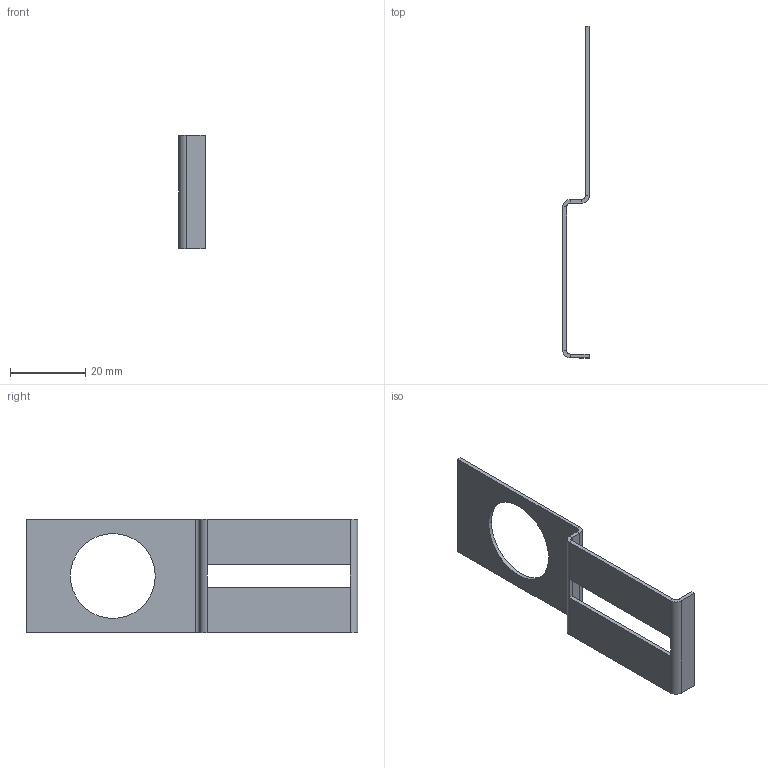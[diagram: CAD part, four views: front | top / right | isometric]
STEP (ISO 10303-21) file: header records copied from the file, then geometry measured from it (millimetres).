
FILE_DESCRIPTION (( 'STEP AP203' ), '1' );
FILE_NAME ('R5DPC22.step', '2011-04-07T11:42:30', ( 'User' ), ( 'DKC' ), 'SwSTEP 2.0', 'SolidWorks 2011', '' );
FILE_SCHEMA (( 'CONFIG_CONTROL_DESIGN' ));
Length unit declared in the file: millimetre
Products named in the file (1): R5DPC22
Bounding box: 7 x 88 x 30 mm (x, y, z)
Volume: 2316.4 mm3; surface area: 5047.7 mm2
Topology: 1 solids, 1 shells, 38 faces, 82 edges, 44 vertices
Faces by surface type: plane 30, cylinder 8
Entity records: 1071 total; most frequent: DIRECTION 176, CARTESIAN_POINT 165, ORIENTED_EDGE 164, EDGE_CURVE 82, VECTOR 66, LINE 66, AXIS2_PLACEMENT_3D 55, VERTEX_POINT 44
